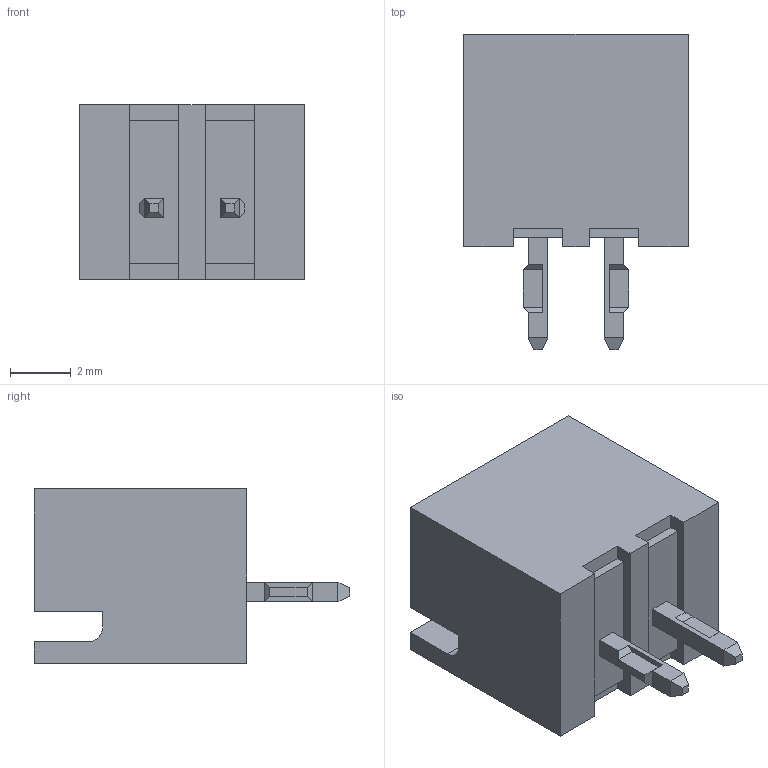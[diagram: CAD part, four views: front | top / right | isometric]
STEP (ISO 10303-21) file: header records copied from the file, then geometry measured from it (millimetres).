
FILE_DESCRIPTION (( 'STEP AP214' ), '1' );
FILE_NAME ('B2B-XH-A(LF)(SN).STEP', '2019-12-06T17:29:32', ( '' ), ( '' ), 'SwSTEP 2.0', 'SolidWorks 2017', '' );
FILE_SCHEMA (( 'AUTOMOTIVE_DESIGN' ));
Length unit declared in the file: millimetre
Products named in the file (1): B2B-XH-A(LF)(SN)
Bounding box: 7.4 x 10.4 x 5.75 mm (x, y, z)
Volume: 131.5 mm3; surface area: 435.5 mm2
Topology: 3 solids, 3 shells, 105 faces, 273 edges, 174 vertices
Faces by surface type: plane 98, cylinder 7
Entity records: 3189 total; most frequent: CARTESIAN_POINT 553, ORIENTED_EDGE 546, DIRECTION 499, EDGE_CURVE 273, VECTOR 259, LINE 259, VERTEX_POINT 174, AXIS2_PLACEMENT_3D 120
